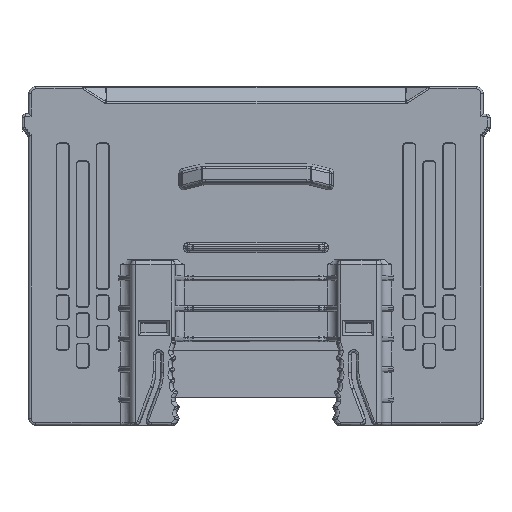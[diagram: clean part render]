
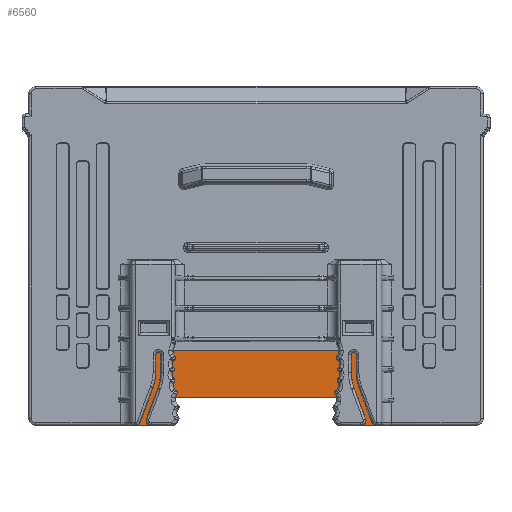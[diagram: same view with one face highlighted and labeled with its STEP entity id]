
A CAD part, top view. The second image highlights one B-rep face of the part: STEP entity #6560.
In plain terms, the highlighted planar face has unit normal (0, -0.009, 1).
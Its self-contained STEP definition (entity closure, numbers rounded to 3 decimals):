
#1547=PLANE('',#30944);
#2181=ELLIPSE('',#30858,1.,1.);
#2182=ELLIPSE('',#30863,1.,1.);
#2190=ELLIPSE('',#30940,1.,1.);
#2191=ELLIPSE('',#30941,4.001,4.);
#2192=ELLIPSE('',#30942,4.001,4.);
#2193=ELLIPSE('',#30943,1.,1.);
#2690=LINE('',#44041,#4486);
#2692=LINE('',#44045,#4488);
#2694=LINE('',#44049,#4490);
#2697=LINE('',#44057,#4493);
#2705=LINE('',#44121,#4501);
#2708=LINE('',#44127,#4504);
#2760=LINE('',#45320,#4556);
#2761=LINE('',#45322,#4557);
#2762=LINE('',#45326,#4558);
#2763=LINE('',#45330,#4559);
#2764=LINE('',#45331,#4560);
#2765=LINE('',#45335,#4561);
#4486=VECTOR('',#33808,1.);
#4488=VECTOR('',#33812,1.);
#4490=VECTOR('',#33816,1.);
#4493=VECTOR('',#33825,1.);
#4501=VECTOR('',#33835,1.);
#4504=VECTOR('',#33840,1.);
#4556=VECTOR('',#34036,1.);
#4557=VECTOR('',#34039,1.);
#4558=VECTOR('',#34042,1.);
#4559=VECTOR('',#34045,1.);
#4560=VECTOR('',#34046,1.);
#4561=VECTOR('',#34049,1.);
#6560=ADVANCED_FACE('',(#8367),#1547,.T.);
#8367=FACE_OUTER_BOUND('',#10141,.T.);
#10141=EDGE_LOOP('',(#14048,#14049,#14050,#14051,#14052,#14053,#14054,#14055,
#14056,#14057,#14058,#14059,#14060,#14061,#14062,#14063,#14064,#14065));
#14048=ORIENTED_EDGE('',*,*,#25330,.F.);
#14049=ORIENTED_EDGE('',*,*,#25331,.T.);
#14050=ORIENTED_EDGE('',*,*,#25332,.T.);
#14051=ORIENTED_EDGE('',*,*,#25333,.T.);
#14052=ORIENTED_EDGE('',*,*,#25334,.T.);
#14053=ORIENTED_EDGE('',*,*,#25329,.T.);
#14054=ORIENTED_EDGE('',*,*,#25124,.F.);
#14055=ORIENTED_EDGE('',*,*,#25121,.T.);
#14056=ORIENTED_EDGE('',*,*,#25335,.T.);
#14057=ORIENTED_EDGE('',*,*,#25336,.T.);
#14058=ORIENTED_EDGE('',*,*,#25337,.T.);
#14059=ORIENTED_EDGE('',*,*,#25338,.T.);
#14060=ORIENTED_EDGE('',*,*,#25106,.F.);
#14061=ORIENTED_EDGE('',*,*,#25104,.T.);
#14062=ORIENTED_EDGE('',*,*,#25102,.T.);
#14063=ORIENTED_EDGE('',*,*,#25100,.T.);
#14064=ORIENTED_EDGE('',*,*,#25098,.T.);
#14065=ORIENTED_EDGE('',*,*,#25096,.F.);
#21494=VERTEX_POINT('',#40654);
#21871=VERTEX_POINT('',#44036);
#21872=VERTEX_POINT('',#44038);
#21873=VERTEX_POINT('',#44042);
#21874=VERTEX_POINT('',#44046);
#21875=VERTEX_POINT('',#44050);
#21876=VERTEX_POINT('',#44054);
#21877=VERTEX_POINT('',#44058);
#21891=VERTEX_POINT('',#44122);
#21893=VERTEX_POINT('',#44128);
#22021=VERTEX_POINT('',#45318);
#22022=VERTEX_POINT('',#45323);
#22023=VERTEX_POINT('',#45325);
#22024=VERTEX_POINT('',#45327);
#22025=VERTEX_POINT('',#45329);
#22026=VERTEX_POINT('',#45332);
#22027=VERTEX_POINT('',#45334);
#22028=VERTEX_POINT('',#45336);
#25096=EDGE_CURVE('',#21871,#21872,#2181,.T.);
#25098=EDGE_CURVE('',#21873,#21872,#2690,.T.);
#25100=EDGE_CURVE('',#21874,#21873,#2692,.T.);
#25102=EDGE_CURVE('',#21875,#21874,#2694,.T.);
#25104=EDGE_CURVE('',#21876,#21875,#2182,.T.);
#25106=EDGE_CURVE('',#21876,#21877,#2697,.T.);
#25121=EDGE_CURVE('',#21494,#21891,#2705,.T.);
#25124=EDGE_CURVE('',#21494,#21893,#2708,.T.);
#25329=EDGE_CURVE('',#22021,#21893,#2760,.T.);
#25330=EDGE_CURVE('',#22022,#21871,#2761,.T.);
#25331=EDGE_CURVE('',#22022,#22023,#2190,.T.);
#25332=EDGE_CURVE('',#22023,#22024,#2762,.T.);
#25333=EDGE_CURVE('',#22024,#22025,#2191,.T.);
#25334=EDGE_CURVE('',#22025,#22021,#2763,.T.);
#25335=EDGE_CURVE('',#21891,#22026,#2764,.T.);
#25336=EDGE_CURVE('',#22026,#22027,#2192,.T.);
#25337=EDGE_CURVE('',#22027,#22028,#2765,.T.);
#25338=EDGE_CURVE('',#22028,#21877,#2193,.T.);
#30858=AXIS2_PLACEMENT_3D('',#44037,#33803,#33804);
#30863=AXIS2_PLACEMENT_3D('',#44053,#33820,#33821);
#30940=AXIS2_PLACEMENT_3D('',#45324,#34040,#34041);
#30941=AXIS2_PLACEMENT_3D('',#45328,#34043,#34044);
#30942=AXIS2_PLACEMENT_3D('',#45333,#34047,#34048);
#30943=AXIS2_PLACEMENT_3D('',#45337,#34050,#34051);
#30944=AXIS2_PLACEMENT_3D('',#45338,#34052,#34053);
#33803=DIRECTION('',(0.,0.009,-1.));
#33804=DIRECTION('',(0.,1.,0.009));
#33808=DIRECTION('',(0.017,-1.,-0.009));
#33812=DIRECTION('',(1.,0.,0.));
#33816=DIRECTION('',(0.017,1.,0.009));
#33820=DIRECTION('',(0.,-0.009,1.));
#33821=DIRECTION('',(0.,1.,0.009));
#33825=DIRECTION('',(-1.,0.,0.));
#33835=DIRECTION('',(-1.,0.,0.));
#33840=DIRECTION('',(1.,0.,0.));
#34036=DIRECTION('',(-1.,0.,0.));
#34039=DIRECTION('',(-1.,0.,0.));
#34040=DIRECTION('',(0.,0.009,-1.));
#34041=DIRECTION('',(0.906,0.424,0.004));
#34042=DIRECTION('',(-0.351,0.936,0.008));
#34043=DIRECTION('',(0.,0.009,-1.));
#34044=DIRECTION('',(0.822,0.569,0.005));
#34045=DIRECTION('',(-0.017,1.,0.009));
#34046=DIRECTION('',(-0.017,-1.,-0.009));
#34047=DIRECTION('',(0.,0.009,-1.));
#34048=DIRECTION('',(-0.822,0.569,0.005));
#34049=DIRECTION('',(-0.351,-0.936,-0.008));
#34050=DIRECTION('',(0.,0.009,-1.));
#34051=DIRECTION('',(-0.906,0.424,0.004));
#34052=DIRECTION('',(0.,-0.009,1.));
#34053=DIRECTION('',(0.,-1.,-0.009));
#40654=CARTESIAN_POINT('',(-18.184,-0.869,5.5));
#44036=CARTESIAN_POINT('',(18.838,-17.369,5.356));
#44037=CARTESIAN_POINT('',(18.838,-16.369,5.365));
#44038=CARTESIAN_POINT('',(17.838,-16.386,5.365));
#44041=CARTESIAN_POINT('',(17.555,-0.179,5.506));
#44042=CARTESIAN_POINT('',(17.748,-11.269,5.409));
#44045=CARTESIAN_POINT('',(-21.967,-11.269,5.409));
#44046=CARTESIAN_POINT('',(-17.748,-11.269,5.409));
#44049=CARTESIAN_POINT('',(-17.568,-0.946,5.499));
#44050=CARTESIAN_POINT('',(-17.838,-16.386,5.365));
#44053=CARTESIAN_POINT('',(-18.838,-16.369,5.365));
#44054=CARTESIAN_POINT('',(-18.838,-17.369,5.356));
#44057=CARTESIAN_POINT('',(-33.624,-17.369,5.356));
#44058=CARTESIAN_POINT('',(-26.44,-17.369,5.356));
#44121=CARTESIAN_POINT('',(-21.967,-0.869,5.5));
#44122=CARTESIAN_POINT('',(-23.094,-0.869,5.5));
#44127=CARTESIAN_POINT('',(-21.967,-0.869,5.5));
#44128=CARTESIAN_POINT('',(18.184,-0.869,5.5));
#45318=CARTESIAN_POINT('',(23.094,-0.869,5.5));
#45320=CARTESIAN_POINT('',(22.064,-0.869,5.5));
#45322=CARTESIAN_POINT('',(33.625,-17.369,5.356));
#45323=CARTESIAN_POINT('',(26.44,-17.369,5.356));
#45324=CARTESIAN_POINT('',(26.441,-16.369,5.365));
#45325=CARTESIAN_POINT('',(25.504,-16.72,5.362));
#45326=CARTESIAN_POINT('',(20.463,-3.27,5.479));
#45327=CARTESIAN_POINT('',(23.507,-11.391,5.408));
#45328=CARTESIAN_POINT('',(27.253,-9.987,5.42));
#45329=CARTESIAN_POINT('',(23.253,-10.057,5.42));
#45330=CARTESIAN_POINT('',(23.093,-0.844,5.5));
#45331=CARTESIAN_POINT('',(-23.093,-0.844,5.5));
#45332=CARTESIAN_POINT('',(-23.253,-10.057,5.42));
#45333=CARTESIAN_POINT('',(-27.253,-9.987,5.42));
#45334=CARTESIAN_POINT('',(-23.507,-11.391,5.408));
#45335=CARTESIAN_POINT('',(-19.551,-0.839,5.5));
#45336=CARTESIAN_POINT('',(-25.504,-16.72,5.362));
#45337=CARTESIAN_POINT('',(-26.441,-16.369,5.365));
#45338=CARTESIAN_POINT('',(-21.967,-0.869,5.5));
